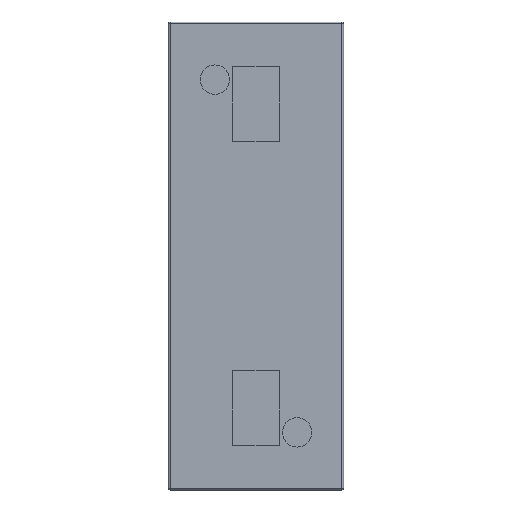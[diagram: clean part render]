
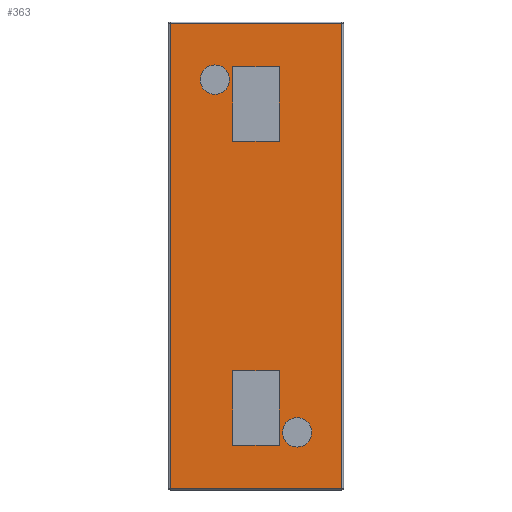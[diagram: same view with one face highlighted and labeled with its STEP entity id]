
A CAD part, front view. The second image highlights one B-rep face of the part: STEP entity #363.
In plain terms, the highlighted planar face has unit normal (0, -1, 0).
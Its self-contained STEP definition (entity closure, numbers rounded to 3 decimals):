
#84=CARTESIAN_POINT('',(-22.5,0.,150.));
#85=VERTEX_POINT('',#84);
#86=CARTESIAN_POINT('',(-35.,0.,150.));
#87=DIRECTION('',(0.0,1.0,0.0));
#88=DIRECTION('',(-1.0,0.0,0.0));
#89=AXIS2_PLACEMENT_3D('',#86,#87,#88);
#90=CIRCLE('',#89,12.5);
#91=EDGE_CURVE('',#85,#85,#90,.T.);
#121=CARTESIAN_POINT('',(47.5,0.,-150.));
#122=VERTEX_POINT('',#121);
#123=CARTESIAN_POINT('',(35.0,0.,-150.));
#124=DIRECTION('',(0.0,1.0,0.0));
#125=DIRECTION('',(-1.0,0.0,0.0));
#126=AXIS2_PLACEMENT_3D('',#123,#124,#125);
#127=CIRCLE('',#126,12.5);
#128=EDGE_CURVE('',#122,#122,#127,.T.);
#147=CARTESIAN_POINT('',(-19.9,0.,-97.5));
#148=VERTEX_POINT('',#147);
#149=CARTESIAN_POINT('',(19.9,0.,-97.5));
#150=VERTEX_POINT('',#149);
#151=CARTESIAN_POINT('',(-19.9,0.,-97.5));
#152=DIRECTION('',(1.0,0.0,0.0));
#153=VECTOR('',#152,39.8);
#154=LINE('',#151,#153);
#155=EDGE_CURVE('',#148,#150,#154,.T.);
#195=CARTESIAN_POINT('',(19.9,0.,-161.));
#196=VERTEX_POINT('',#195);
#203=CARTESIAN_POINT('',(19.9,0.,-97.5));
#204=DIRECTION('',(0.0,0.0,-1.0));
#205=VECTOR('',#204,63.5);
#206=LINE('',#203,#205);
#207=EDGE_CURVE('',#150,#196,#206,.T.);
#226=CARTESIAN_POINT('',(-19.9,0.,-161.));
#227=VERTEX_POINT('',#226);
#234=CARTESIAN_POINT('',(19.9,0.,-161.));
#235=DIRECTION('',(-1.0,0.0,0.0));
#236=VECTOR('',#235,39.8);
#237=LINE('',#234,#236);
#238=EDGE_CURVE('',#196,#227,#237,.T.);
#256=CARTESIAN_POINT('',(-19.9,0.,-161.));
#257=DIRECTION('',(0.0,0.0,1.0));
#258=VECTOR('',#257,63.5);
#259=LINE('',#256,#258);
#260=EDGE_CURVE('',#227,#148,#259,.T.);
#278=CARTESIAN_POINT('',(74.5,0.,0.0));
#279=DIRECTION('',(0.0,-1.0,0.0));
#280=DIRECTION('',(0.0,0.0,-1.0));
#281=AXIS2_PLACEMENT_3D('',#278,#279,#280);
#282=PLANE('',#281);
#283=CARTESIAN_POINT('',(-73.0,0.,197.5));
#284=VERTEX_POINT('',#283);
#285=CARTESIAN_POINT('',(73.0,0.,197.5));
#286=VERTEX_POINT('',#285);
#287=CARTESIAN_POINT('',(-73.0,0.,197.5));
#288=DIRECTION('',(1.0,0.0,0.0));
#289=VECTOR('',#288,146.0);
#290=LINE('',#287,#289);
#291=EDGE_CURVE('',#284,#286,#290,.T.);
#292=ORIENTED_EDGE('',*,*,#291,.F.);
#293=CARTESIAN_POINT('',(-73.0,0.,-197.5));
#294=VERTEX_POINT('',#293);
#295=CARTESIAN_POINT('',(-73.0,0.,-197.5));
#296=DIRECTION('',(0.0,0.0,1.0));
#297=VECTOR('',#296,395.);
#298=LINE('',#295,#297);
#299=EDGE_CURVE('',#294,#284,#298,.T.);
#300=ORIENTED_EDGE('',*,*,#299,.F.);
#301=CARTESIAN_POINT('',(73.0,0.,-197.5));
#302=VERTEX_POINT('',#301);
#303=CARTESIAN_POINT('',(73.0,0.,-197.5));
#304=DIRECTION('',(-1.0,0.0,0.0));
#305=VECTOR('',#304,146.0);
#306=LINE('',#303,#305);
#307=EDGE_CURVE('',#302,#294,#306,.T.);
#308=ORIENTED_EDGE('',*,*,#307,.F.);
#309=CARTESIAN_POINT('',(73.0,0.,197.5));
#310=DIRECTION('',(0.0,0.0,-1.0));
#311=VECTOR('',#310,395.);
#312=LINE('',#309,#311);
#313=EDGE_CURVE('',#286,#302,#312,.T.);
#314=ORIENTED_EDGE('',*,*,#313,.F.);
#315=EDGE_LOOP('',(#292,#300,#308,#314));
#316=FACE_OUTER_BOUND('',#315,.T.);
#317=ORIENTED_EDGE('',*,*,#91,.T.);
#318=EDGE_LOOP('',(#317));
#319=FACE_BOUND('',#318,.T.);
#320=ORIENTED_EDGE('',*,*,#128,.T.);
#321=EDGE_LOOP('',(#320));
#322=FACE_BOUND('',#321,.T.);
#323=ORIENTED_EDGE('',*,*,#155,.T.);
#324=ORIENTED_EDGE('',*,*,#207,.T.);
#325=ORIENTED_EDGE('',*,*,#238,.T.);
#326=ORIENTED_EDGE('',*,*,#260,.T.);
#327=EDGE_LOOP('',(#323,#324,#325,#326));
#328=FACE_BOUND('',#327,.T.);
#329=CARTESIAN_POINT('',(19.9,0.,97.5));
#330=VERTEX_POINT('',#329);
#331=CARTESIAN_POINT('',(-19.9,0.,97.5));
#332=VERTEX_POINT('',#331);
#333=CARTESIAN_POINT('',(19.9,0.,97.5));
#334=DIRECTION('',(-1.0,0.0,0.0));
#335=VECTOR('',#334,39.8);
#336=LINE('',#333,#335);
#337=EDGE_CURVE('',#330,#332,#336,.T.);
#338=ORIENTED_EDGE('',*,*,#337,.T.);
#339=CARTESIAN_POINT('',(-19.9,0.,161.));
#340=VERTEX_POINT('',#339);
#341=CARTESIAN_POINT('',(-19.9,0.,97.5));
#342=DIRECTION('',(0.0,0.0,1.0));
#343=VECTOR('',#342,63.5);
#344=LINE('',#341,#343);
#345=EDGE_CURVE('',#332,#340,#344,.T.);
#346=ORIENTED_EDGE('',*,*,#345,.T.);
#347=CARTESIAN_POINT('',(19.9,0.,161.));
#348=VERTEX_POINT('',#347);
#349=CARTESIAN_POINT('',(-19.9,0.,161.));
#350=DIRECTION('',(1.0,0.0,0.0));
#351=VECTOR('',#350,39.8);
#352=LINE('',#349,#351);
#353=EDGE_CURVE('',#340,#348,#352,.T.);
#354=ORIENTED_EDGE('',*,*,#353,.T.);
#355=CARTESIAN_POINT('',(19.9,0.,161.));
#356=DIRECTION('',(0.0,0.0,-1.0));
#357=VECTOR('',#356,63.5);
#358=LINE('',#355,#357);
#359=EDGE_CURVE('',#348,#330,#358,.T.);
#360=ORIENTED_EDGE('',*,*,#359,.T.);
#361=EDGE_LOOP('',(#338,#346,#354,#360));
#362=FACE_BOUND('',#361,.T.);
#363=ADVANCED_FACE('',(#316,#319,#322,#328,#362),#282,.T.);
